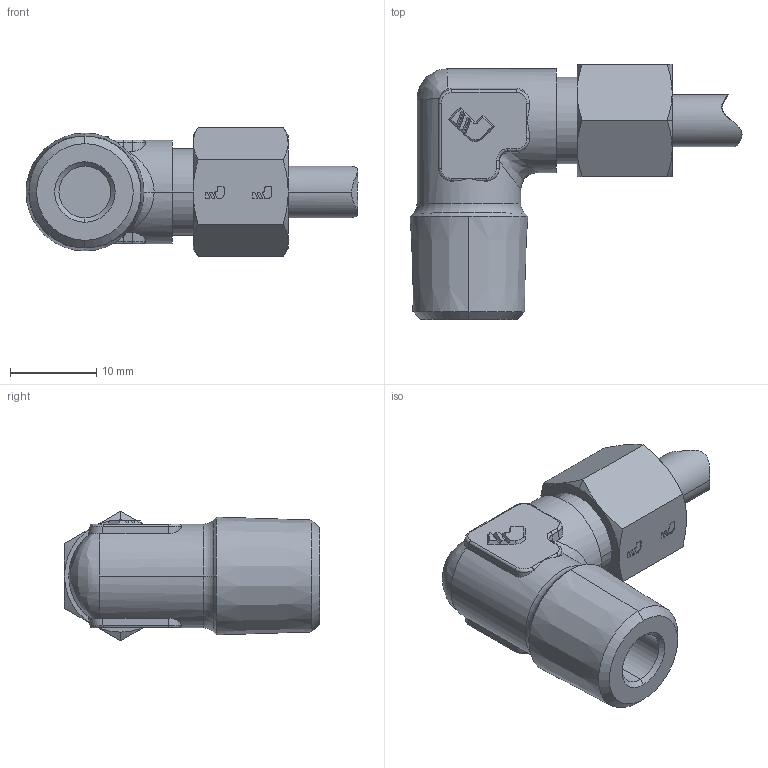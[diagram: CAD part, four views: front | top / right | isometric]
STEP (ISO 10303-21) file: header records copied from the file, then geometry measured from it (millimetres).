
FILE_DESCRIPTION(('STEP AP214'),'1');
FILE_NAME('1809_06_13.stp','2016-07-07T14:24:41',('TraceParts'),('TraceParts S.A.'),'Spatial InterOp 3D',' ',' ');
FILE_SCHEMA(('automotive_design'));
Length unit declared in the file: millimetre
Products named in the file (4): Solide1; Solide2; Solide3; Solide4
Bounding box: 38.41 x 29.5 x 15.01 mm (x, y, z)
Volume: 5079.6 mm3; surface area: 4333.9 mm2
Topology: 4 solids, 4 shells, 361 faces, 949 edges, 609 vertices
Faces by surface type: plane 207, cylinder 86, cone 44, torus 12, bspline 12
Entity records: 15466 total; most frequent: CARTESIAN_POINT 3598, ORIENTED_EDGE 1898, DIRECTION 1804, EDGE_CURVE 949, LINE 642, VECTOR 642, VERTEX_POINT 609, AXIS2_PLACEMENT_3D 581
